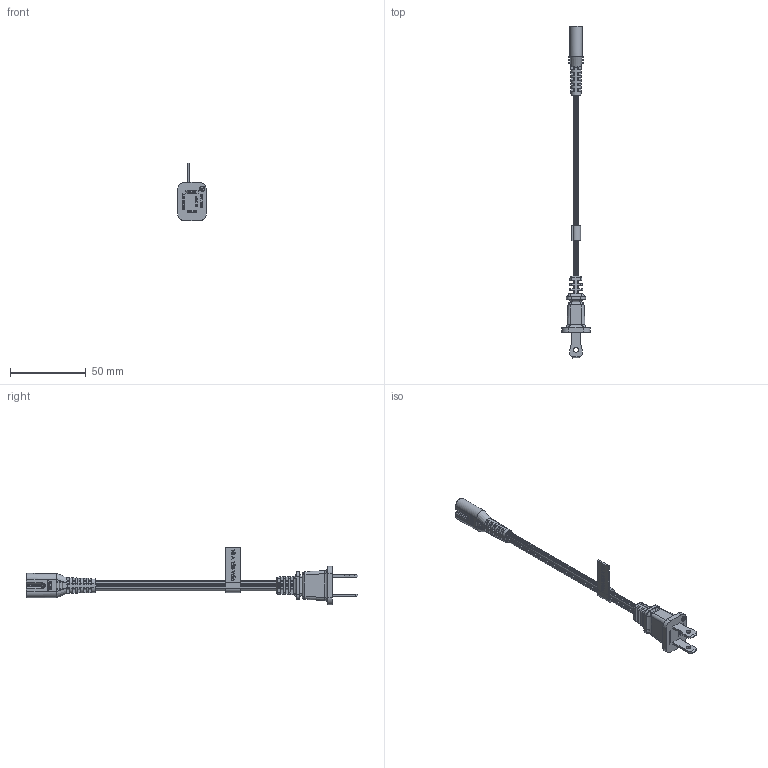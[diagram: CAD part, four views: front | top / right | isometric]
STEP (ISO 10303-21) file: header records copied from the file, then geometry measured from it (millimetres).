
FILE_DESCRIPTION (( 'STEP AP203' ), '1' );
FILE_NAME ('11-00020_revA.STEP', '2016-10-24T23:26:45', ( '' ), ( '' ), 'SwSTEP 2.0', 'SolidWorks 2015', '' );
FILE_SCHEMA (( 'CONFIG_CONTROL_DESIGN' ));
Length unit declared in the file: millimetre
Products named in the file (4): 11-00020_revA; TLY-1P; 30-00247_30-00247 with Label; TLY-22S_white
Assembly tree (3 placements, depth 2):
  11-00020_revA
    30-00247_30-00247 with Label
    TLY-1P
    TLY-22S_white
Bounding box: 18.8 x 219.7 x 38.07 mm (x, y, z)
Volume: 13928.3 mm3; surface area: 18142.9 mm2
Topology: 90 solids, 90 shells, 1958 faces, 5052 edges, 3309 vertices
Faces by surface type: plane 1398, cylinder 328, bspline 230, torus 2
Entity records: 69578 total; most frequent: CARTESIAN_POINT 22879, ORIENTED_EDGE 10036, DIRECTION 8620, EDGE_CURVE 5018, VECTOR 3836, LINE 3836, VERTEX_POINT 3311, AXIS2_PLACEMENT_3D 2392
